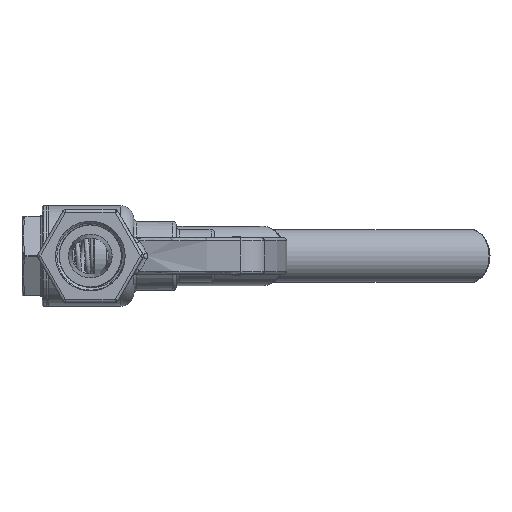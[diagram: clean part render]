
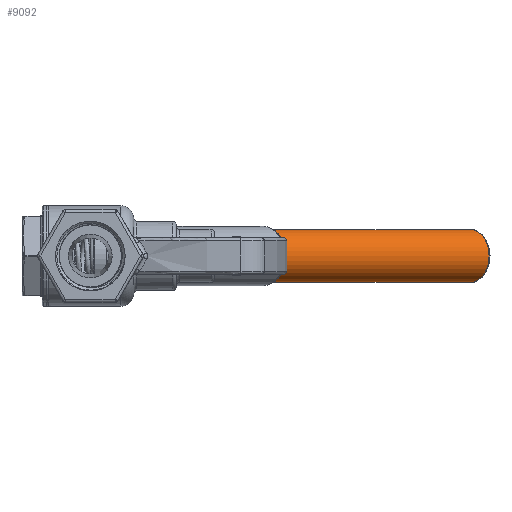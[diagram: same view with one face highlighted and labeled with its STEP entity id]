
A CAD part, left-side view. The second image highlights one B-rep face of the part: STEP entity #9092.
In plain terms, the highlighted cylindrical face has radius 12.7 mm (diameter 25.4 mm), a full revolution.
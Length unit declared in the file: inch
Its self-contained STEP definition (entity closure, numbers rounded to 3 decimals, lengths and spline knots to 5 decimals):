
#1583=CYLINDRICAL_SURFACE('',#9767,0.5);
#1806=FACE_BOUND('',#2535,.T.);
#1879=FACE_OUTER_BOUND('',#2534,.T.);
#2534=EDGE_LOOP('',(#6214));
#2535=EDGE_LOOP('',(#6215));
#3255=CIRCLE('',#9766,0.5);
#3256=CIRCLE('',#9768,0.5);
#3970=VERTEX_POINT('',#14218);
#3971=VERTEX_POINT('',#14221);
#4804=EDGE_CURVE('',#3970,#3970,#3255,.T.);
#4805=EDGE_CURVE('',#3971,#3971,#3256,.T.);
#6214=ORIENTED_EDGE('',*,*,#4805,.F.);
#6215=ORIENTED_EDGE('',*,*,#4804,.F.);
#9092=ADVANCED_FACE('',(#1879,#1806),#1583,.T.);
#9766=AXIS2_PLACEMENT_3D('',#14219,#11060,#11061);
#9767=AXIS2_PLACEMENT_3D('',#14220,#11062,#11063);
#9768=AXIS2_PLACEMENT_3D('',#14222,#11064,#11065);
#11060=DIRECTION('center_axis',(-0.707,0.707,0.));
#11061=DIRECTION('ref_axis',(-0.707,-0.707,0.));
#11062=DIRECTION('center_axis',(0.707,-0.707,0.));
#11063=DIRECTION('ref_axis',(0.707,0.707,0.));
#11064=DIRECTION('center_axis',(0.707,-0.707,0.));
#11065=DIRECTION('ref_axis',(-0.707,-0.707,0.));
#14218=CARTESIAN_POINT('',(3.24198,-3.78487,0.));
#14219=CARTESIAN_POINT('Origin',(2.88843,-4.13843,0.));
#14220=CARTESIAN_POINT('Origin',(4.8154,-6.0654,0.));
#14221=CARTESIAN_POINT('',(7.07107,-7.61396,0.));
#14222=CARTESIAN_POINT('Origin',(6.71751,-7.96751,0.));
